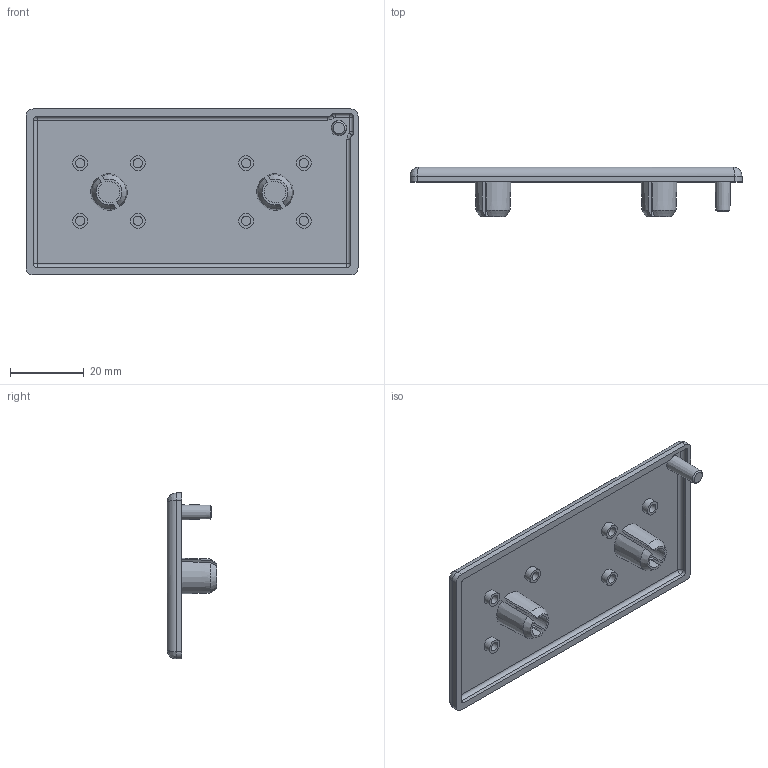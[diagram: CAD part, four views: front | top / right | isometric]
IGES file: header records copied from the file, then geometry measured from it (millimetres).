
Global section: file name: 224590B.stp.ipt; native system: Autodesk Inventor 2014; preprocessor: unknown; author: zeman; date: 20151020.095828; units: millimetre
Bounding box: 90 x 13.5 x 45 mm (x, y, z)
Volume: 9942.7 mm3; surface area: 10809.4 mm2
Topology: 1 solids, 1 shells, 106 faces, 223 edges, 133 vertices
Faces by surface type: plane 42, revolution 28, cylinder 18, cone 10, bspline 8
Full cylindrical faces by diameter (mm): 4 x8
